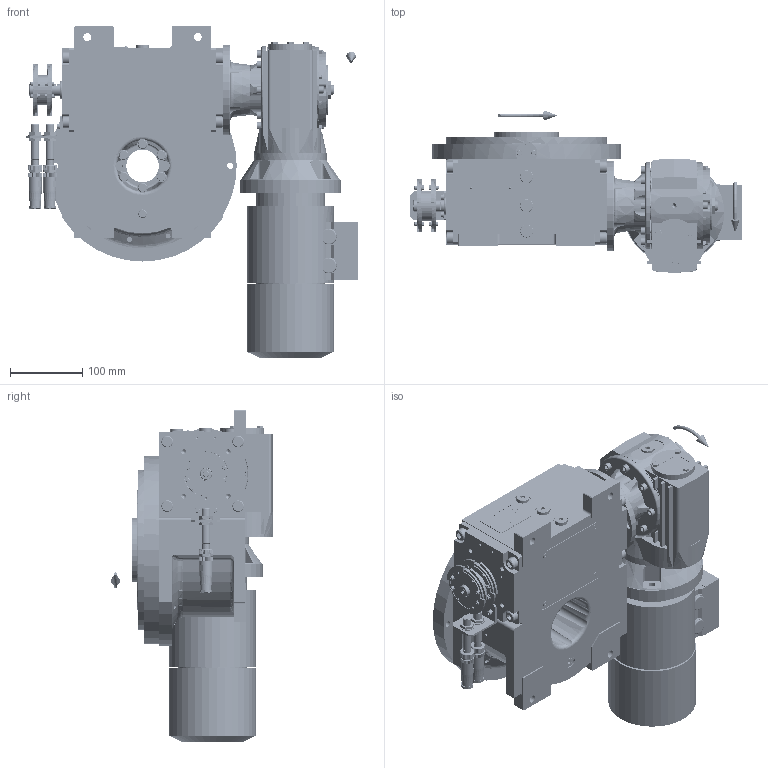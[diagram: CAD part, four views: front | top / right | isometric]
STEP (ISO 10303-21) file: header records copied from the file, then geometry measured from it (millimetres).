
FILE_DESCRIPTION (( 'STEP AP203' ), '1' );
FILE_NAME ('PC5200584.step', '2024-09-03T07:12:04', ( '' ), ( '' ), 'SwSTEP 2.0', 'SolidWorks 2020', '' );
FILE_SCHEMA (( 'CONFIG_CONTROL_DESIGN' ));
Length unit declared in the file: millimetre
Products named in the file (91): RIG06_021_AF1.stp; cfn2000_01_126; cfn2158_01_011; cfn2128_04_004; RIG06_005_S_002_ASM.stp; CFN2104_02_017.stp; cfn2000_01_124; cfn2158_01_010; rig06_002_bl_001; AS_cfn2400_04_024; CFN2223_01-570X6-B.stp; cfn2077_01_018; freccia_angolare_albero; BM63B5; cfn2476_01_002_60x46; AS_rig06_002_bl_001; cfn2104_01_016; AS_rig06_004_s_001; cfn2151_01_109; AS_cfn2476_01_002_60x46; CFN2356_03_047.stp; cfn2205_01_013; rig06_017; AS_rig06_004; AS_rig06_017; 900_38_10_028; cfn2276_01_074; cfn2000_01_184; cfn2070_05_005; PC5200584; cfn2000_01_103; 900_00_00_004; AS_rig06_071_12_m_n_03; cfn2151_01_090; freccia_angolare; cfn2107_01_001; rig06_007_master; CFN2000_01_185.stp; cfn2003_01_054; AS_900_00_00_004 ...
Assembly tree (87 placements, depth 5):
  cfn2158_01_010
  CFN2223_01-570X6-B.stp
  cfn2077_01_018
  cfn2151_01_109
  CFN2356_03_047.stp
Bounding box: 458.5 x 224.5 x 457.99 mm (x, y, z)
Volume: 7479429.7 mm3; surface area: 1256790.3 mm2
Topology: 75 solids, 83 shells, 6097 faces, 15474 edges, 9792 vertices
Faces by surface type: plane 2762, cylinder 2035, cone 1128, torus 160, bspline 6, sphere 6
Entity records: 169897 total; most frequent: CARTESIAN_POINT 42037, DIRECTION 24947, ORIENTED_EDGE 24492, EDGE_CURVE 12246, AXIS2_PLACEMENT_3D 9212, VERTEX_POINT 7838, VECTOR 6523, LINE 6523
